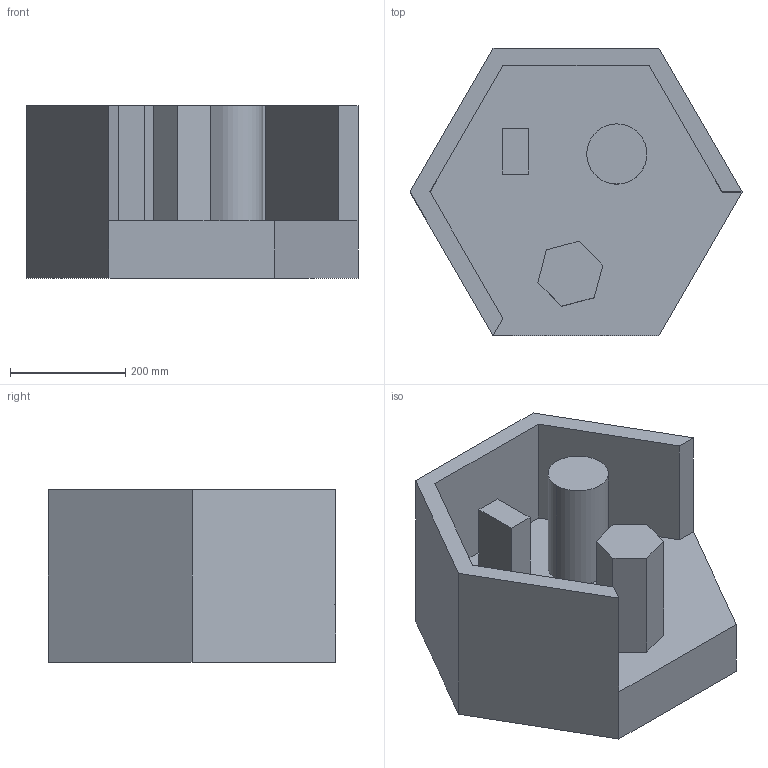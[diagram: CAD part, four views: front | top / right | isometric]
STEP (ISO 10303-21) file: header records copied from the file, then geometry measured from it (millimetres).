
FILE_DESCRIPTION (( 'STEP AP214' ), '1' );
FILE_NAME ('3d_bullone.STEP', '2022-09-20T11:56:41', ( '' ), ( '' ), 'SwSTEP 2.0', 'SolidWorks 2021', '' );
FILE_SCHEMA (( 'AUTOMOTIVE_DESIGN' ));
Length unit declared in the file: millimetre
Products named in the file (1): 3d_bullone
Bounding box: 577.35 x 500 x 300 mm (x, y, z)
Volume: 32400987.4 mm3; surface area: 1240616.1 mm2
Topology: 1 solids, 1 shells, 30 faces, 73 edges, 48 vertices
Faces by surface type: plane 28, cylinder 2
Entity records: 899 total; most frequent: CARTESIAN_POINT 152, ORIENTED_EDGE 146, DIRECTION 139, EDGE_CURVE 73, LINE 69, VECTOR 69, VERTEX_POINT 48, AXIS2_PLACEMENT_3D 35
